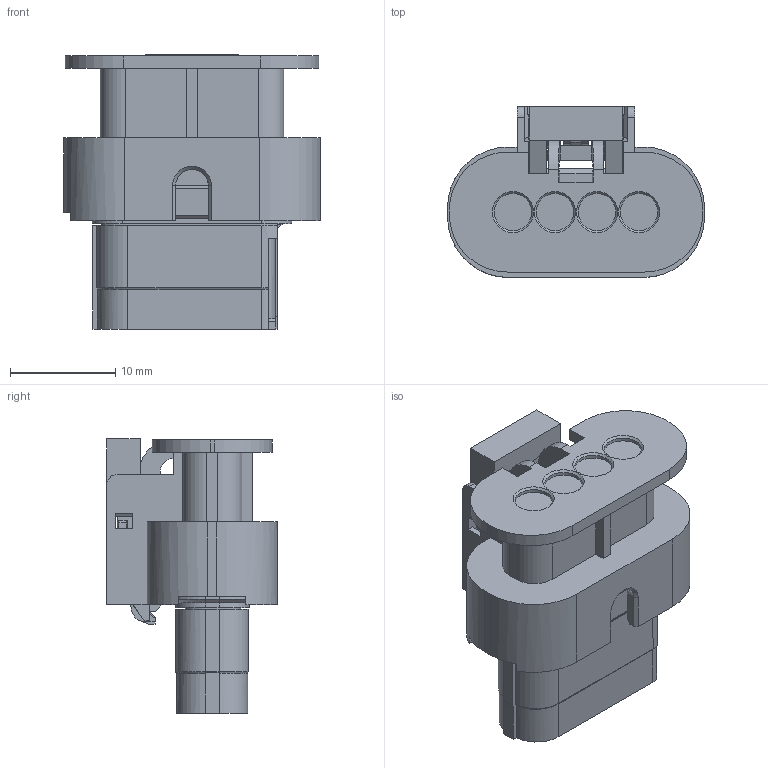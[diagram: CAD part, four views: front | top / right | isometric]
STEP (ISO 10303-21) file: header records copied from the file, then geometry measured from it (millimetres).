
FILE_DESCRIPTION(/* description */ (''),/* implementation_level */ '2;1');
FILE_NAME(/* name */ '35126380-ENV10_02-CONN.stp',/* time_stamp */ '2024-01-04T13:55:29+08:00',/* author */ (''),/* organization */ (''),/* preprocessor_version */ 'ST-DEVELOPER v16',/* originating_system */ 'SIEMENS PLM Software NX 11.0',/* authorisation */ '');
FILE_SCHEMA (('AUTOMOTIVE_DESIGN { 1 0 10303 214 3 1 1 1 }'));
Length unit declared in the file: millimetre
Products named in the file (1): 35126380-ENV10_02-CONN
Bounding box: 24.45 x 16.25 x 26.1 mm (x, y, z)
Volume: 4147.4 mm3; surface area: 4123.3 mm2
Topology: 1 solids, 1 shells, 444 faces, 1285 edges, 834 vertices
Faces by surface type: plane 354, cylinder 59, cone 24, bspline 6, sphere 1
Full cylindrical faces by diameter (mm): 3.55 x4
Entity records: 15481 total; most frequent: CARTESIAN_POINT 3790, ORIENTED_EDGE 2554, DIRECTION 2252, EDGE_CURVE 1277, LINE 1062, VECTOR 1062, VERTEX_POINT 834, AXIS2_PLACEMENT_3D 595
